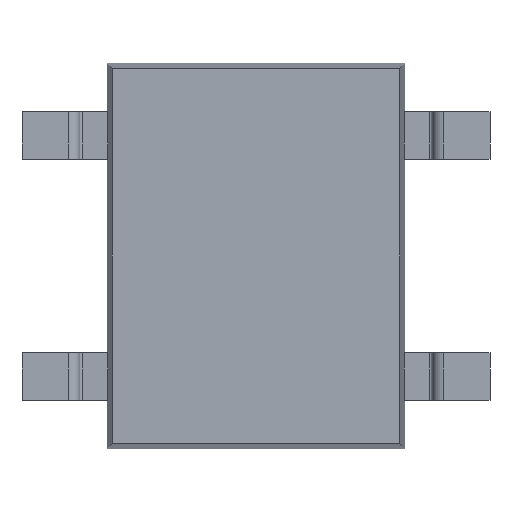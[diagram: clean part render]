
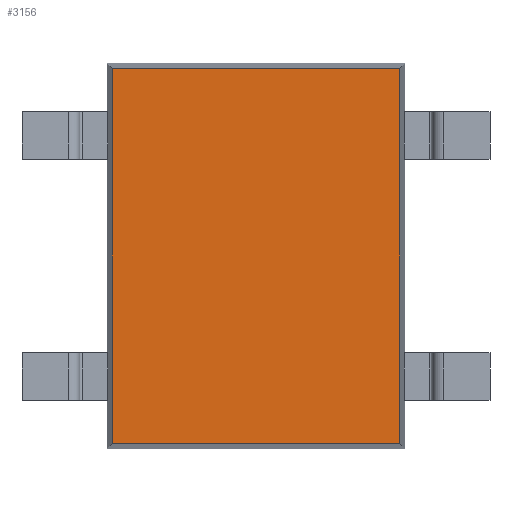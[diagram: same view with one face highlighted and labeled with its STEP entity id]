
A CAD part, front view. The second image highlights one B-rep face of the part: STEP entity #3156.
In plain terms, the highlighted planar face has unit normal (0, -1, 0).
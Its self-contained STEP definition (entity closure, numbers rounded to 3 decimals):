
#40 = VECTOR ( 'NONE', #2926, 1000. ) ;
#242 = DIRECTION ( 'NONE',  ( 0., 1., 0. ) ) ;
#290 = CARTESIAN_POINT ( 'NONE',  ( 0., 0.2, 0. ) ) ;
#471 = ORIENTED_EDGE ( 'NONE', *, *, #3862, .T. ) ;
#1040 = EDGE_LOOP ( 'NONE', ( #1993, #1700, #471, #1401 ) ) ;
#1079 = EDGE_CURVE ( 'NONE', #4046, #1420, #2574, .T. ) ;
#1401 = ORIENTED_EDGE ( 'NONE', *, *, #2557, .T. ) ;
#1420 = VERTEX_POINT ( 'NONE', #3022 ) ;
#1505 = DIRECTION ( 'NONE',  ( 0., 0., 1. ) ) ;
#1649 = LINE ( 'NONE', #2640, #40 ) ;
#1682 = DIRECTION ( 'NONE',  ( -1., 0., 0. ) ) ;
#1700 = ORIENTED_EDGE ( 'NONE', *, *, #2573, .T. ) ;
#1950 = CARTESIAN_POINT ( 'NONE',  ( -3.041, 0.2, -4.075 ) ) ;
#1993 = ORIENTED_EDGE ( 'NONE', *, *, #1079, .T. ) ;
#2127 = DIRECTION ( 'NONE',  ( 1., 0., 0. ) ) ;
#2145 = AXIS2_PLACEMENT_3D ( 'NONE', #290, #242, #1505 ) ;
#2176 = LINE ( 'NONE', #2203, #3770 ) ;
#2203 = CARTESIAN_POINT ( 'NONE',  ( 3.15, 0.2, -3.966 ) ) ;
#2557 = EDGE_CURVE ( 'NONE', #2907, #4046, #3352, .T. ) ;
#2573 = EDGE_CURVE ( 'NONE', #1420, #3522, #2176, .T. ) ;
#2574 = LINE ( 'NONE', #1950, #3944 ) ;
#2613 = DIRECTION ( 'NONE',  ( 0., 0., -1. ) ) ;
#2640 = CARTESIAN_POINT ( 'NONE',  ( 3.041, 0.2, 4.075 ) ) ;
#2843 = CARTESIAN_POINT ( 'NONE',  ( 3.041, 0.2, 3.966 ) ) ;
#2907 = VERTEX_POINT ( 'NONE', #2843 ) ;
#2926 = DIRECTION ( 'NONE',  ( 0., 0., 1. ) ) ;
#2988 = CARTESIAN_POINT ( 'NONE',  ( 3.041, 0.2, -3.966 ) ) ;
#3022 = CARTESIAN_POINT ( 'NONE',  ( -3.041, 0.2, -3.966 ) ) ;
#3033 = VECTOR ( 'NONE', #1682, 1000. ) ;
#3079 = FACE_OUTER_BOUND ( 'NONE', #1040, .T. ) ;
#3094 = CARTESIAN_POINT ( 'NONE',  ( -3.041, 0.2, 3.966 ) ) ;
#3156 = ADVANCED_FACE ( 'NONE', ( #3079 ), #3441, .F. ) ;
#3267 = CARTESIAN_POINT ( 'NONE',  ( -3.15, 0.2, 3.966 ) ) ;
#3352 = LINE ( 'NONE', #3267, #3033 ) ;
#3441 = PLANE ( 'NONE',  #2145 ) ;
#3522 = VERTEX_POINT ( 'NONE', #2988 ) ;
#3770 = VECTOR ( 'NONE', #2127, 1000. ) ;
#3862 = EDGE_CURVE ( 'NONE', #3522, #2907, #1649, .T. ) ;
#3944 = VECTOR ( 'NONE', #2613, 1000. ) ;
#4046 = VERTEX_POINT ( 'NONE', #3094 ) ;
